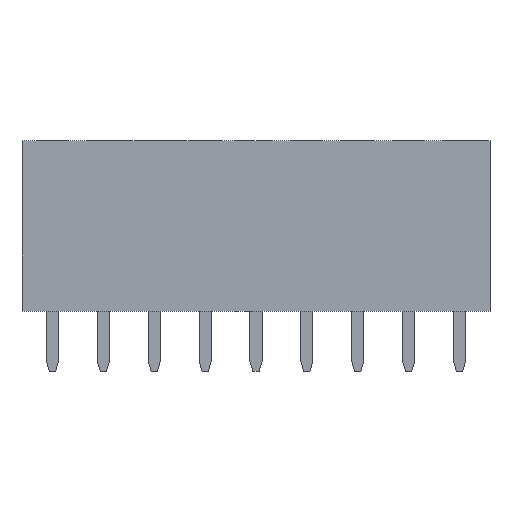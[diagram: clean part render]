
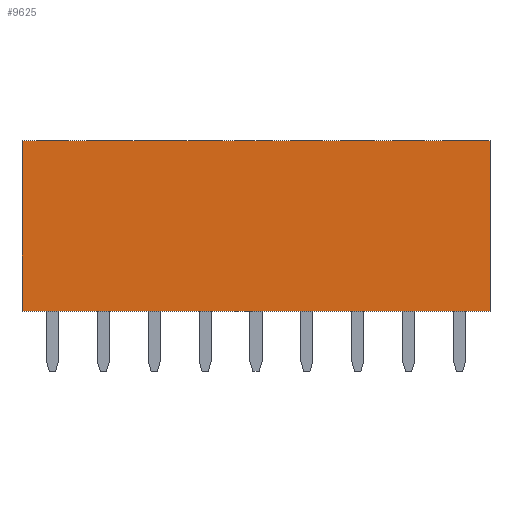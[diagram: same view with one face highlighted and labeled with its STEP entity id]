
A CAD part, front view. The second image highlights one B-rep face of the part: STEP entity #9625.
In plain terms, the highlighted face is planar.
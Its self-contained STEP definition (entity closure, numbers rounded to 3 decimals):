
#315=FACE_OUTER_BOUND('',#865,.T.);
#865=EDGE_LOOP('',(#6685,#6686,#6687,#6688));
#1430=LINE('',#13141,#2786);
#1712=LINE('',#13687,#3068);
#1714=LINE('',#13691,#3070);
#1715=LINE('',#13692,#3071);
#2786=VECTOR('',#10712,10.);
#3068=VECTOR('',#11000,25.9);
#3070=VECTOR('',#11004,25.9);
#3071=VECTOR('',#11005,8.5);
#4141=VERTEX_POINT('',#13137);
#4143=VERTEX_POINT('',#13140);
#4404=VERTEX_POINT('',#13686);
#4405=VERTEX_POINT('',#13690);
#5022=EDGE_CURVE('',#4143,#4141,#1430,.T.);
#5304=EDGE_CURVE('',#4404,#4143,#1712,.T.);
#5306=EDGE_CURVE('',#4405,#4141,#1714,.T.);
#5307=EDGE_CURVE('',#4405,#4404,#1715,.T.);
#6685=ORIENTED_EDGE('',*,*,#5022,.T.);
#6686=ORIENTED_EDGE('',*,*,#5306,.F.);
#6687=ORIENTED_EDGE('',*,*,#5307,.T.);
#6688=ORIENTED_EDGE('',*,*,#5304,.T.);
#9093=PLANE('',#10173);
#9625=ADVANCED_FACE('',(#315),#9093,.T.);
#10173=AXIS2_PLACEMENT_3D('',#13689,#11002,#11003);
#10712=DIRECTION('',(0.,1.,0.));
#11000=DIRECTION('',(1.,0.,0.));
#11002=DIRECTION('center_axis',(0.,0.,1.));
#11003=DIRECTION('ref_axis',(0.,-1.,0.));
#11004=DIRECTION('',(1.,0.,0.));
#11005=DIRECTION('',(0.,-1.,0.));
#13137=CARTESIAN_POINT('',(-14.99,8.5,2.5));
#13140=CARTESIAN_POINT('',(-14.99,0.,2.5));
#13141=CARTESIAN_POINT('',(-14.99,6.45,2.5));
#13686=CARTESIAN_POINT('',(-38.35,0.,2.5));
#13687=CARTESIAN_POINT('',(-38.35,0.,2.5));
#13689=CARTESIAN_POINT('Origin',(-12.95,8.5,2.5));
#13690=CARTESIAN_POINT('',(-38.35,8.5,2.5));
#13691=CARTESIAN_POINT('',(-38.35,8.5,2.5));
#13692=CARTESIAN_POINT('',(-38.35,8.5,2.5));
